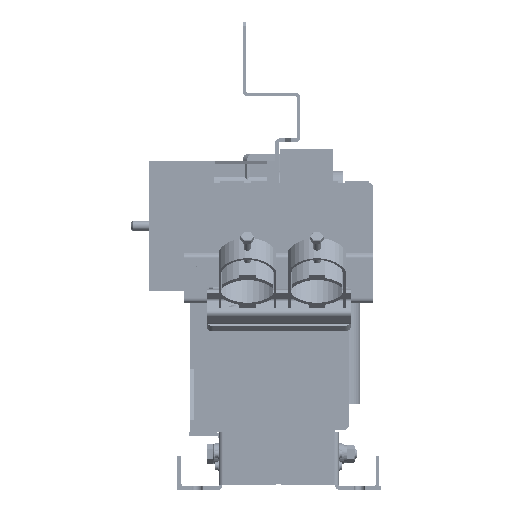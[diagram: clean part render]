
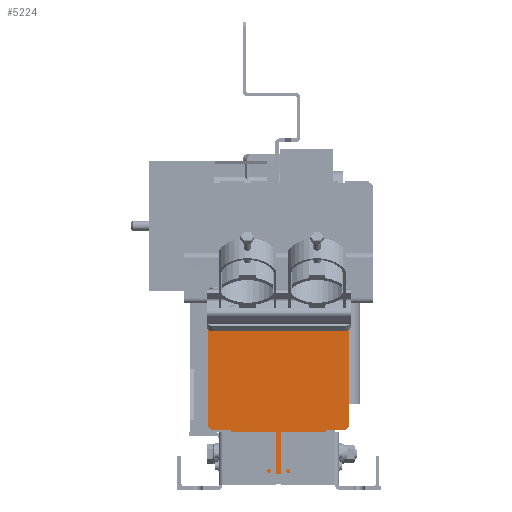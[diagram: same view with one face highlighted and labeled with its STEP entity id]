
A CAD part, left-side view. The second image highlights one B-rep face of the part: STEP entity #5224.
In plain terms, the highlighted face is planar.
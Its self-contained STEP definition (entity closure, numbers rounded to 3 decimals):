
#5224 = ADVANCED_FACE( '', ( #9256 ), #9257, .T. );
#9256 = FACE_OUTER_BOUND( '', #16591, .T. );
#9257 = PLANE( '', #16592 );
#16591 = EDGE_LOOP( '', ( #28972, #28973, #28974, #28975, #28976, #28977, #28978, #28979, #28980, #28981, #28982, #28983, #28984, #28985 ) );
#16592 = AXIS2_PLACEMENT_3D( '', #28986, #28987, #28988 );
#28972 = ORIENTED_EDGE( '', *, *, #67751, .F. );
#28973 = ORIENTED_EDGE( '', *, *, #67752, .T. );
#28974 = ORIENTED_EDGE( '', *, *, #67753, .T. );
#28975 = ORIENTED_EDGE( '', *, *, #67754, .T. );
#28976 = ORIENTED_EDGE( '', *, *, #67755, .T. );
#28977 = ORIENTED_EDGE( '', *, *, #67756, .F. );
#28978 = ORIENTED_EDGE( '', *, *, #67757, .T. );
#28979 = ORIENTED_EDGE( '', *, *, #67758, .T. );
#28980 = ORIENTED_EDGE( '', *, *, #67759, .F. );
#28981 = ORIENTED_EDGE( '', *, *, #67760, .F. );
#28982 = ORIENTED_EDGE( '', *, *, #67761, .T. );
#28983 = ORIENTED_EDGE( '', *, *, #67762, .T. );
#28984 = ORIENTED_EDGE( '', *, *, #67763, .T. );
#28985 = ORIENTED_EDGE( '', *, *, #67764, .T. );
#28986 = CARTESIAN_POINT( '', ( -79., 0., -73. ) );
#28987 = DIRECTION( '', ( 0., -1., 0. ) );
#28988 = DIRECTION( '', ( 0., 0., -1. ) );
#67751 = EDGE_CURVE( '', #75860, #75861, #75862, .T. );
#67752 = EDGE_CURVE( '', #75860, #75863, #75864, .T. );
#67753 = EDGE_CURVE( '', #75863, #75865, #75866, .T. );
#67754 = EDGE_CURVE( '', #75865, #75867, #75868, .T. );
#67755 = EDGE_CURVE( '', #75867, #75869, #75870, .T. );
#67756 = EDGE_CURVE( '', #75871, #75869, #75872, .T. );
#67757 = EDGE_CURVE( '', #75871, #75873, #75874, .T. );
#67758 = EDGE_CURVE( '', #75873, #75875, #75876, .T. );
#67759 = EDGE_CURVE( '', #75877, #75875, #75878, .T. );
#67760 = EDGE_CURVE( '', #75879, #75877, #75880, .T. );
#67761 = EDGE_CURVE( '', #75879, #75881, #75882, .T. );
#67762 = EDGE_CURVE( '', #75881, #75883, #75884, .T. );
#67763 = EDGE_CURVE( '', #75883, #75885, #75886, .T. );
#67764 = EDGE_CURVE( '', #75885, #75861, #75887, .T. );
#75860 = VERTEX_POINT( '', #89104 );
#75861 = VERTEX_POINT( '', #89105 );
#75862 = LINE( '', #89106, #89107 );
#75863 = VERTEX_POINT( '', #89108 );
#75864 = LINE( '', #89109, #89110 );
#75865 = VERTEX_POINT( '', #89111 );
#75866 = LINE( '', #89112, #89113 );
#75867 = VERTEX_POINT( '', #89114 );
#75868 = LINE( '', #89115, #89116 );
#75869 = VERTEX_POINT( '', #89117 );
#75870 = LINE( '', #89118, #89119 );
#75871 = VERTEX_POINT( '', #89120 );
#75872 = LINE( '', #89121, #89122 );
#75873 = VERTEX_POINT( '', #89123 );
#75874 = LINE( '', #89124, #89125 );
#75875 = VERTEX_POINT( '', #89126 );
#75876 = LINE( '', #89127, #89128 );
#75877 = VERTEX_POINT( '', #89129 );
#75878 = LINE( '', #89130, #89131 );
#75879 = VERTEX_POINT( '', #89132 );
#75880 = LINE( '', #89133, #89134 );
#75881 = VERTEX_POINT( '', #89135 );
#75882 = LINE( '', #89136, #89137 );
#75883 = VERTEX_POINT( '', #89138 );
#75884 = LINE( '', #89139, #89140 );
#75885 = VERTEX_POINT( '', #89141 );
#75886 = LINE( '', #89142, #89143 );
#75887 = LINE( '', #89144, #89145 );
#89104 = CARTESIAN_POINT( '', ( 39.5, 0., -44.002 ) );
#89105 = CARTESIAN_POINT( '', ( 41.5, 0., -44.002 ) );
#89106 = CARTESIAN_POINT( '', ( 39.5, 0., -44.002 ) );
#89107 = VECTOR( '', #143778, 1000. );
#89108 = CARTESIAN_POINT( '', ( 39.5, 0., -36.002 ) );
#89109 = CARTESIAN_POINT( '', ( 39.5, 0., -36.002 ) );
#89110 = VECTOR( '', #143779, 1000. );
#89111 = CARTESIAN_POINT( '', ( 56., 0., -36.002 ) );
#89112 = CARTESIAN_POINT( '', ( 46.5, 0., -36.002 ) );
#89113 = VECTOR( '', #143780, 1000. );
#89114 = CARTESIAN_POINT( '', ( 59., 0., -33.002 ) );
#89115 = CARTESIAN_POINT( '', ( -29.999, 0., -122.001 ) );
#89116 = VECTOR( '', #143781, 1000. );
#89117 = CARTESIAN_POINT( '', ( 59., 0., 69.2 ) );
#89118 = CARTESIAN_POINT( '', ( 59., 0., -73. ) );
#89119 = VECTOR( '', #143782, 1000. );
#89120 = CARTESIAN_POINT( '', ( -59., 0., 69.2 ) );
#89121 = CARTESIAN_POINT( '', ( -79., 0., 69.2 ) );
#89122 = VECTOR( '', #143783, 1000. );
#89123 = CARTESIAN_POINT( '', ( -59., 0., -33.002 ) );
#89124 = CARTESIAN_POINT( '', ( -59., 0., -73. ) );
#89125 = VECTOR( '', #143784, 1000. );
#89126 = CARTESIAN_POINT( '', ( -56., 0., -36.002 ) );
#89127 = CARTESIAN_POINT( '', ( -49.001, 0., -43.001 ) );
#89128 = VECTOR( '', #143785, 1000. );
#89129 = CARTESIAN_POINT( '', ( -39.5, 0., -36.002 ) );
#89130 = CARTESIAN_POINT( '', ( -46.5, 0., -36.002 ) );
#89131 = VECTOR( '', #143786, 1000. );
#89132 = CARTESIAN_POINT( '', ( -39.5, 0., -44.002 ) );
#89133 = CARTESIAN_POINT( '', ( -39.5, 0., -36.002 ) );
#89134 = VECTOR( '', #143787, 1000. );
#89135 = CARTESIAN_POINT( '', ( -41.5, 0., -44.002 ) );
#89136 = CARTESIAN_POINT( '', ( -39.5, 0., -44.002 ) );
#89137 = VECTOR( '', #143788, 1000. );
#89138 = CARTESIAN_POINT( '', ( -41.5, 0., -73. ) );
#89139 = CARTESIAN_POINT( '', ( -41.5, 0., -38.002 ) );
#89140 = VECTOR( '', #143789, 1000. );
#89141 = CARTESIAN_POINT( '', ( 41.5, 0., -73. ) );
#89142 = CARTESIAN_POINT( '', ( -79., 0., -73. ) );
#89143 = VECTOR( '', #143790, 1000. );
#89144 = CARTESIAN_POINT( '', ( 41.5, 0., -73. ) );
#89145 = VECTOR( '', #143791, 1000. );
#143778 = DIRECTION( '', ( 1., 0., 0. ) );
#143779 = DIRECTION( '', ( 0., 0., 1. ) );
#143780 = DIRECTION( '', ( 1., 0., 0. ) );
#143781 = DIRECTION( '', ( 0.707, 0., 0.707 ) );
#143782 = DIRECTION( '', ( 0., 0., 1. ) );
#143783 = DIRECTION( '', ( 1., 0., 0. ) );
#143784 = DIRECTION( '', ( 0., 0., -1. ) );
#143785 = DIRECTION( '', ( 0.707, 0., -0.707 ) );
#143786 = DIRECTION( '', ( -1., 0., 0. ) );
#143787 = DIRECTION( '', ( 0., 0., 1. ) );
#143788 = DIRECTION( '', ( -1., 0., 0. ) );
#143789 = DIRECTION( '', ( 0., 0., -1. ) );
#143790 = DIRECTION( '', ( 1., 0., 0. ) );
#143791 = DIRECTION( '', ( 0., 0., 1. ) );
